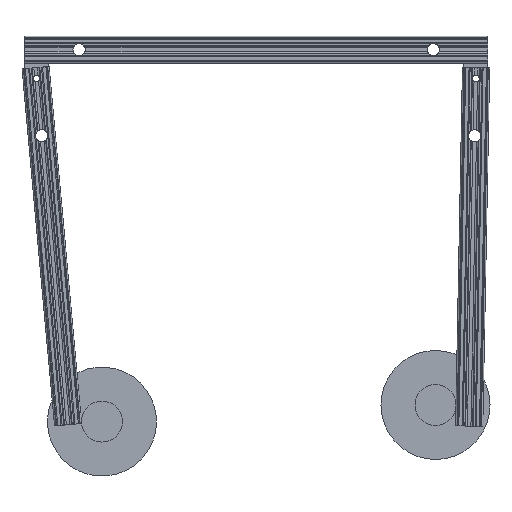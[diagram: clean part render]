
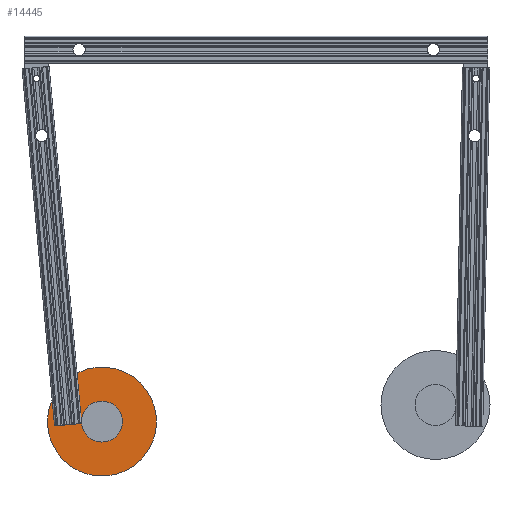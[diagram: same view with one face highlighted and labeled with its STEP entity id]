
A CAD part, front view. The second image highlights one B-rep face of the part: STEP entity #14445.
In plain terms, the highlighted planar face has unit normal (0, -1, 0).
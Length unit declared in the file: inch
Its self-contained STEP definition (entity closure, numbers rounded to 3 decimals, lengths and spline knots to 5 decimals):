
#1849 = DIRECTION ( 'NONE',  ( 0., 1., 0. ) ) ;
#1883 = CARTESIAN_POINT ( 'NONE',  ( 0., 0., 2. ) ) ;
#1952 = EDGE_CURVE ( 'NONE', #3998, #12844, #14462, .T. ) ;
#3018 = CARTESIAN_POINT ( 'NONE',  ( 0., 0., 0. ) ) ;
#3998 = VERTEX_POINT ( 'NONE', #5304 ) ;
#5227 = DIRECTION ( 'NONE',  ( 0., 0., 1. ) ) ;
#5304 = CARTESIAN_POINT ( 'NONE',  ( 0., 0., -2. ) ) ;
#5344 = EDGE_LOOP ( 'NONE', ( #14144, #10704 ) ) ;
#5674 = DIRECTION ( 'NONE',  ( 0., 1., 0. ) ) ;
#6193 = AXIS2_PLACEMENT_3D ( 'NONE', #3018, #1849, #5227 ) ;
#6405 = EDGE_CURVE ( 'NONE', #12844, #3998, #9093, .T. ) ;
#6854 = AXIS2_PLACEMENT_3D ( 'NONE', #11282, #5674, #10314 ) ;
#6941 = DIRECTION ( 'NONE',  ( 0., 1., 0. ) ) ;
#6991 = CARTESIAN_POINT ( 'NONE',  ( 0., 0., 0. ) ) ;
#9093 = CIRCLE ( 'NONE', #6193, 2. ) ;
#9423 = FACE_OUTER_BOUND ( 'NONE', #5344, .T. ) ;
#10314 = DIRECTION ( 'NONE',  ( 0., 0., 1. ) ) ;
#10333 = DIRECTION ( 'NONE',  ( 0., 0., 1. ) ) ;
#10704 = ORIENTED_EDGE ( 'NONE', *, *, #6405, .F. ) ;
#11282 = CARTESIAN_POINT ( 'NONE',  ( 0., 0., 0. ) ) ;
#11614 = PLANE ( 'NONE',  #12464 ) ;
#12464 = AXIS2_PLACEMENT_3D ( 'NONE', #6991, #6941, #10333 ) ;
#12844 = VERTEX_POINT ( 'NONE', #1883 ) ;
#14144 = ORIENTED_EDGE ( 'NONE', *, *, #1952, .F. ) ;
#14445 = ADVANCED_FACE ( 'NONE', ( #9423 ), #11614, .F. ) ;
#14462 = CIRCLE ( 'NONE', #6854, 2. ) ;
